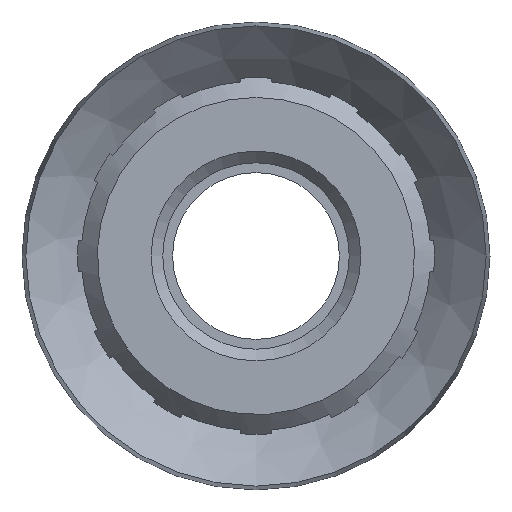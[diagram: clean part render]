
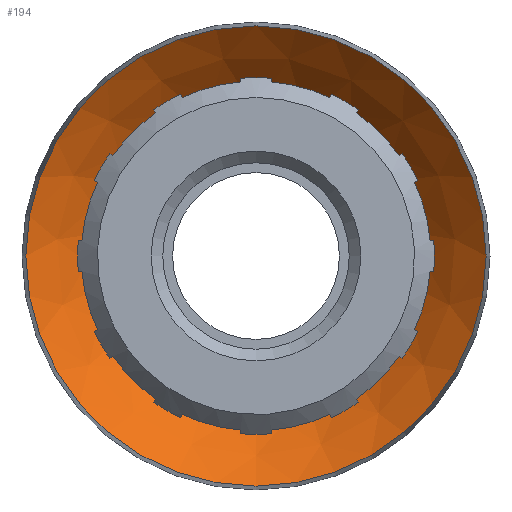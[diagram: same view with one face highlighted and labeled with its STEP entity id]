
A CAD part, left-side view. The second image highlights one B-rep face of the part: STEP entity #194.
In plain terms, the highlighted conical face has half-angle 45 degrees and reference radius 23 mm.
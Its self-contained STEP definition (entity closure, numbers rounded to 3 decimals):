
#194 = ADVANCED_FACE( '', ( #412, #413 ), #414, .F. );
#412 = FACE_BOUND( '', #643, .T. );
#413 = FACE_OUTER_BOUND( '', #644, .T. );
#414 = CONICAL_SURFACE( '', #645, 23., 0.785 );
#643 = EDGE_LOOP( '', ( #1128 ) );
#644 = EDGE_LOOP( '', ( #1129 ) );
#645 = AXIS2_PLACEMENT_3D( '', #1130, #1131, #1132 );
#1128 = ORIENTED_EDGE( '', *, *, #1499, .T. );
#1129 = ORIENTED_EDGE( '', *, *, #1500, .F. );
#1130 = CARTESIAN_POINT( '', ( 0., 0., 0. ) );
#1131 = DIRECTION( '', ( -1., 0., 0. ) );
#1132 = DIRECTION( '', ( 0., 0., 1. ) );
#1499 = EDGE_CURVE( '', #1841, #1841, #1842, .T. );
#1500 = EDGE_CURVE( '', #1843, #1843, #1844, .T. );
#1841 = VERTEX_POINT( '', #2273 );
#1842 = CIRCLE( '', #2274, 16.887 );
#1843 = VERTEX_POINT( '', #2275 );
#1844 = CIRCLE( '', #2276, 23. );
#2273 = CARTESIAN_POINT( '', ( 6.113, 0., -16.887 ) );
#2274 = AXIS2_PLACEMENT_3D( '', #2592, #2593, #2594 );
#2275 = CARTESIAN_POINT( '', ( 0., 0., -23. ) );
#2276 = AXIS2_PLACEMENT_3D( '', #2595, #2596, #2597 );
#2592 = CARTESIAN_POINT( '', ( 6.113, 0., 0. ) );
#2593 = DIRECTION( '', ( 1., 0., 0. ) );
#2594 = DIRECTION( '', ( 0., 0., -1. ) );
#2595 = CARTESIAN_POINT( '', ( 0., 0., 0. ) );
#2596 = DIRECTION( '', ( 1., 0., 0. ) );
#2597 = DIRECTION( '', ( 0., 0., -1. ) );
